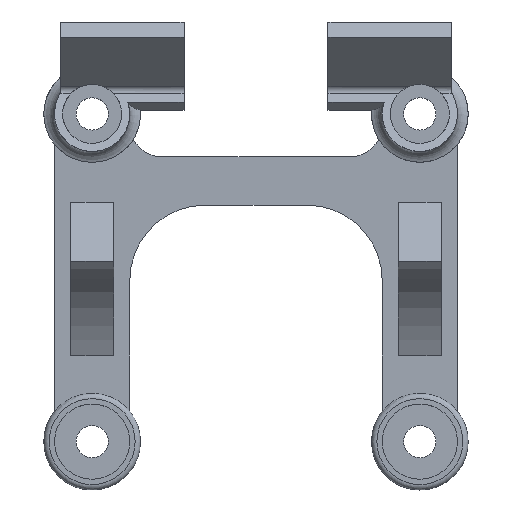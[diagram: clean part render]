
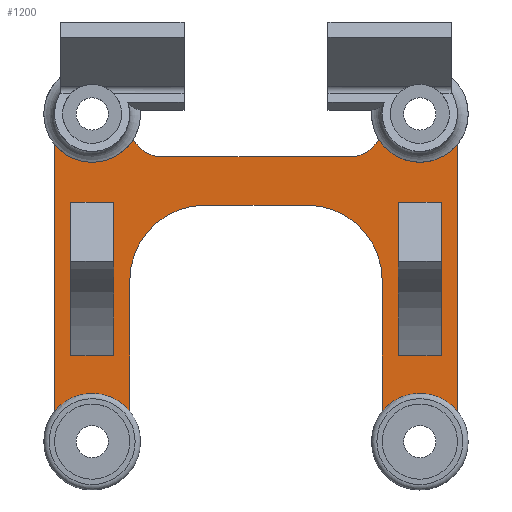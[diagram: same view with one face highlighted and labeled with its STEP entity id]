
A CAD part, top view. The second image highlights one B-rep face of the part: STEP entity #1200.
In plain terms, the highlighted planar face has unit normal (0, 0, 1).
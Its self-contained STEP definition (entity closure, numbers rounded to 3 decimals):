
#27=FACE_BOUND('',#183,.T.);
#28=FACE_BOUND('',#184,.T.);
#61=PLANE('',#1329);
#110=FACE_OUTER_BOUND('',#182,.T.);
#182=EDGE_LOOP('',(#933,#934,#935,#936,#937,#938,#939,#940,#941,#942,#943,
#944,#945,#946));
#183=EDGE_LOOP('',(#947,#948,#949,#950));
#184=EDGE_LOOP('',(#951,#952,#953,#954));
#240=CIRCLE('',#1283,4.49);
#246=CIRCLE('',#1291,4.49);
#256=CIRCLE('',#1311,4.5);
#270=CIRCLE('',#1328,3.);
#271=CIRCLE('',#1330,7.);
#272=CIRCLE('',#1331,7.);
#273=CIRCLE('',#1332,4.5);
#274=CIRCLE('',#1333,3.);
#319=LINE('',#2068,#411);
#320=LINE('',#2070,#412);
#321=LINE('',#2074,#413);
#322=LINE('',#2077,#414);
#323=LINE('',#2079,#415);
#324=LINE('',#2084,#416);
#325=LINE('',#2087,#417);
#326=LINE('',#2089,#418);
#327=LINE('',#2097,#419);
#328=LINE('',#2100,#420);
#329=LINE('',#2102,#421);
#330=LINE('',#2110,#422);
#411=VECTOR('',#1567,10.);
#412=VECTOR('',#1568,10.);
#413=VECTOR('',#1571,10.);
#414=VECTOR('',#1574,10.);
#415=VECTOR('',#1575,10.);
#416=VECTOR('',#1580,10.);
#417=VECTOR('',#1581,10.);
#418=VECTOR('',#1582,10.);
#419=VECTOR('',#1583,10.);
#420=VECTOR('',#1584,10.);
#421=VECTOR('',#1585,10.);
#422=VECTOR('',#1586,10.);
#487=B_SPLINE_CURVE_WITH_KNOTS('',3,(#2091,#2092,#2093,#2094,#2095,#2096),
 .UNSPECIFIED.,.F.,.F.,(4,2,4),(0.,0.2,0.4),.UNSPECIFIED.);
#488=B_SPLINE_CURVE_WITH_KNOTS('',3,(#2104,#2105,#2106,#2107,#2108,#2109),
 .UNSPECIFIED.,.F.,.F.,(4,2,4),(0.,0.2,0.4),.UNSPECIFIED.);
#522=VERTEX_POINT('',#1879);
#523=VERTEX_POINT('',#1884);
#529=VERTEX_POINT('',#1902);
#530=VERTEX_POINT('',#1907);
#552=VERTEX_POINT('',#2017);
#553=VERTEX_POINT('',#2019);
#573=VERTEX_POINT('',#2064);
#574=VERTEX_POINT('',#2069);
#575=VERTEX_POINT('',#2071);
#576=VERTEX_POINT('',#2073);
#577=VERTEX_POINT('',#2075);
#578=VERTEX_POINT('',#2078);
#579=VERTEX_POINT('',#2080);
#580=VERTEX_POINT('',#2082);
#581=VERTEX_POINT('',#2085);
#582=VERTEX_POINT('',#2086);
#583=VERTEX_POINT('',#2088);
#584=VERTEX_POINT('',#2090);
#585=VERTEX_POINT('',#2098);
#586=VERTEX_POINT('',#2099);
#587=VERTEX_POINT('',#2101);
#588=VERTEX_POINT('',#2103);
#653=EDGE_CURVE('',#522,#523,#240,.F.);
#661=EDGE_CURVE('',#529,#530,#246,.F.);
#691=EDGE_CURVE('',#553,#552,#256,.T.);
#714=EDGE_CURVE('',#573,#553,#270,.T.);
#716=EDGE_CURVE('',#530,#552,#319,.F.);
#717=EDGE_CURVE('',#529,#574,#320,.T.);
#718=EDGE_CURVE('',#574,#575,#271,.T.);
#719=EDGE_CURVE('',#575,#576,#321,.T.);
#720=EDGE_CURVE('',#576,#577,#272,.T.);
#721=EDGE_CURVE('',#577,#523,#322,.T.);
#722=EDGE_CURVE('',#522,#578,#323,.T.);
#723=EDGE_CURVE('',#578,#579,#273,.T.);
#724=EDGE_CURVE('',#579,#580,#274,.T.);
#725=EDGE_CURVE('',#580,#573,#324,.T.);
#726=EDGE_CURVE('',#581,#582,#325,.T.);
#727=EDGE_CURVE('',#582,#583,#326,.T.);
#728=EDGE_CURVE('',#583,#584,#487,.T.);
#729=EDGE_CURVE('',#584,#581,#327,.T.);
#730=EDGE_CURVE('',#585,#586,#328,.T.);
#731=EDGE_CURVE('',#586,#587,#329,.T.);
#732=EDGE_CURVE('',#587,#588,#488,.T.);
#733=EDGE_CURVE('',#588,#585,#330,.T.);
#933=ORIENTED_EDGE('',*,*,#691,.T.);
#934=ORIENTED_EDGE('',*,*,#716,.F.);
#935=ORIENTED_EDGE('',*,*,#661,.F.);
#936=ORIENTED_EDGE('',*,*,#717,.T.);
#937=ORIENTED_EDGE('',*,*,#718,.T.);
#938=ORIENTED_EDGE('',*,*,#719,.T.);
#939=ORIENTED_EDGE('',*,*,#720,.T.);
#940=ORIENTED_EDGE('',*,*,#721,.T.);
#941=ORIENTED_EDGE('',*,*,#653,.F.);
#942=ORIENTED_EDGE('',*,*,#722,.T.);
#943=ORIENTED_EDGE('',*,*,#723,.T.);
#944=ORIENTED_EDGE('',*,*,#724,.T.);
#945=ORIENTED_EDGE('',*,*,#725,.T.);
#946=ORIENTED_EDGE('',*,*,#714,.T.);
#947=ORIENTED_EDGE('',*,*,#726,.T.);
#948=ORIENTED_EDGE('',*,*,#727,.T.);
#949=ORIENTED_EDGE('',*,*,#728,.T.);
#950=ORIENTED_EDGE('',*,*,#729,.T.);
#951=ORIENTED_EDGE('',*,*,#730,.T.);
#952=ORIENTED_EDGE('',*,*,#731,.T.);
#953=ORIENTED_EDGE('',*,*,#732,.T.);
#954=ORIENTED_EDGE('',*,*,#733,.T.);
#1200=ADVANCED_FACE('',(#110,#27,#28),#61,.T.);
#1283=AXIS2_PLACEMENT_3D('',#1885,#1455,#1456);
#1291=AXIS2_PLACEMENT_3D('',#1908,#1471,#1472);
#1311=AXIS2_PLACEMENT_3D('',#2020,#1520,#1521);
#1328=AXIS2_PLACEMENT_3D('',#2065,#1562,#1563);
#1329=AXIS2_PLACEMENT_3D('',#2067,#1565,#1566);
#1330=AXIS2_PLACEMENT_3D('',#2072,#1569,#1570);
#1331=AXIS2_PLACEMENT_3D('',#2076,#1572,#1573);
#1332=AXIS2_PLACEMENT_3D('',#2081,#1576,#1577);
#1333=AXIS2_PLACEMENT_3D('',#2083,#1578,#1579);
#1455=DIRECTION('center_axis',(0.,0.,-1.));
#1456=DIRECTION('ref_axis',(1.,0.,0.));
#1471=DIRECTION('center_axis',(0.,0.,-1.));
#1472=DIRECTION('ref_axis',(1.,0.,0.));
#1520=DIRECTION('center_axis',(0.,0.,-1.));
#1521=DIRECTION('ref_axis',(1.,0.,0.));
#1562=DIRECTION('center_axis',(0.,0.,-1.));
#1563=DIRECTION('ref_axis',(-1.,0.,0.));
#1565=DIRECTION('center_axis',(0.,0.,1.));
#1566=DIRECTION('ref_axis',(1.,0.,0.));
#1567=DIRECTION('',(0.,-1.,0.));
#1568=DIRECTION('',(0.,1.,0.));
#1569=DIRECTION('center_axis',(0.,0.,-1.));
#1570=DIRECTION('ref_axis',(0.,1.,0.));
#1571=DIRECTION('',(1.,0.,0.));
#1572=DIRECTION('center_axis',(0.,0.,-1.));
#1573=DIRECTION('ref_axis',(1.,0.,0.));
#1574=DIRECTION('',(0.,-1.,0.));
#1575=DIRECTION('',(0.,1.,0.));
#1576=DIRECTION('center_axis',(0.,0.,-1.));
#1577=DIRECTION('ref_axis',(1.,0.,0.));
#1578=DIRECTION('center_axis',(0.,0.,-1.));
#1579=DIRECTION('ref_axis',(0.,-1.,0.));
#1580=DIRECTION('',(-1.,0.,0.));
#1581=DIRECTION('',(1.,0.,0.));
#1582=DIRECTION('',(0.,-1.,0.));
#1583=DIRECTION('',(0.,1.,0.));
#1584=DIRECTION('',(1.,0.,0.));
#1585=DIRECTION('',(0.,-1.,0.));
#1586=DIRECTION('',(0.,1.,0.));
#1879=CARTESIAN_POINT('',(18.75,-15.688,1.6));
#1884=CARTESIAN_POINT('',(11.75,-15.688,1.6));
#1885=CARTESIAN_POINT('Origin',(15.25,-18.5,1.6));
#1902=CARTESIAN_POINT('',(-11.75,-15.688,1.6));
#1907=CARTESIAN_POINT('',(-18.75,-15.688,1.6));
#1908=CARTESIAN_POINT('Origin',(-15.25,-18.5,1.6));
#2017=CARTESIAN_POINT('',(-18.75,9.172,1.6));
#2019=CARTESIAN_POINT('',(-11.422,9.635,1.6));
#2020=CARTESIAN_POINT('Origin',(-15.25,12.,1.6));
#2064=CARTESIAN_POINT('',(-8.75,8.,1.6));
#2065=CARTESIAN_POINT('Origin',(-8.75,11.,1.6));
#2067=CARTESIAN_POINT('Origin',(0.,-3.25,
1.6));
#2068=CARTESIAN_POINT('',(-18.75,4.375,1.6));
#2069=CARTESIAN_POINT('',(-11.75,-3.5,1.6));
#2070=CARTESIAN_POINT('',(-11.75,-18.5,1.6));
#2071=CARTESIAN_POINT('',(-4.75,3.5,1.6));
#2072=CARTESIAN_POINT('Origin',(-4.75,-3.5,1.6));
#2073=CARTESIAN_POINT('',(4.75,3.5,1.6));
#2074=CARTESIAN_POINT('',(-4.75,3.5,1.6));
#2075=CARTESIAN_POINT('',(11.75,-3.5,1.6));
#2076=CARTESIAN_POINT('Origin',(4.75,-3.5,1.6));
#2077=CARTESIAN_POINT('',(11.75,-18.5,1.6));
#2078=CARTESIAN_POINT('',(18.75,9.172,1.6));
#2079=CARTESIAN_POINT('',(18.75,12.,1.6));
#2080=CARTESIAN_POINT('',(11.422,9.635,1.6));
#2081=CARTESIAN_POINT('Origin',(15.25,12.,1.6));
#2082=CARTESIAN_POINT('',(8.75,8.,1.6));
#2083=CARTESIAN_POINT('Origin',(8.75,11.,1.6));
#2084=CARTESIAN_POINT('',(-8.75,8.,1.6));
#2085=CARTESIAN_POINT('',(-17.25,3.783,1.6));
#2086=CARTESIAN_POINT('',(-13.25,3.783,1.6));
#2087=CARTESIAN_POINT('',(-8.625,3.783,1.6));
#2088=CARTESIAN_POINT('',(-13.25,-10.501,1.6));
#2089=CARTESIAN_POINT('',(-13.25,-3.679,1.6));
#2090=CARTESIAN_POINT('',(-17.25,-10.501,1.6));
#2091=CARTESIAN_POINT('Ctrl Pts',(-13.25,-10.501,1.6));
#2092=CARTESIAN_POINT('Ctrl Pts',(-13.917,-10.501,1.6));
#2093=CARTESIAN_POINT('Ctrl Pts',(-14.583,-10.501,1.6));
#2094=CARTESIAN_POINT('Ctrl Pts',(-15.917,-10.501,1.6));
#2095=CARTESIAN_POINT('Ctrl Pts',(-16.583,-10.501,1.6));
#2096=CARTESIAN_POINT('Ctrl Pts',(-17.25,-10.501,1.6));
#2097=CARTESIAN_POINT('',(-17.25,-3.679,1.6));
#2098=CARTESIAN_POINT('',(13.25,3.783,1.6));
#2099=CARTESIAN_POINT('',(17.25,3.783,1.6));
#2100=CARTESIAN_POINT('',(8.625,3.783,1.6));
#2101=CARTESIAN_POINT('',(17.25,-10.501,1.6));
#2102=CARTESIAN_POINT('',(17.25,-3.679,1.6));
#2103=CARTESIAN_POINT('',(13.25,-10.501,1.6));
#2104=CARTESIAN_POINT('Ctrl Pts',(17.25,-10.501,1.6));
#2105=CARTESIAN_POINT('Ctrl Pts',(16.583,-10.501,1.6));
#2106=CARTESIAN_POINT('Ctrl Pts',(15.917,-10.501,1.6));
#2107=CARTESIAN_POINT('Ctrl Pts',(14.583,-10.501,1.6));
#2108=CARTESIAN_POINT('Ctrl Pts',(13.917,-10.501,1.6));
#2109=CARTESIAN_POINT('Ctrl Pts',(13.25,-10.501,1.6));
#2110=CARTESIAN_POINT('',(13.25,-3.679,1.6));
